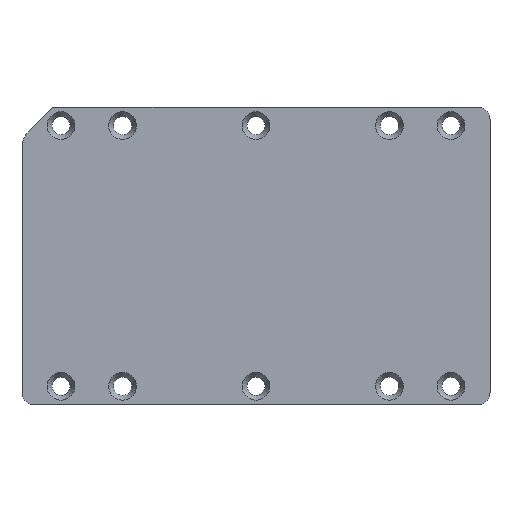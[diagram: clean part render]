
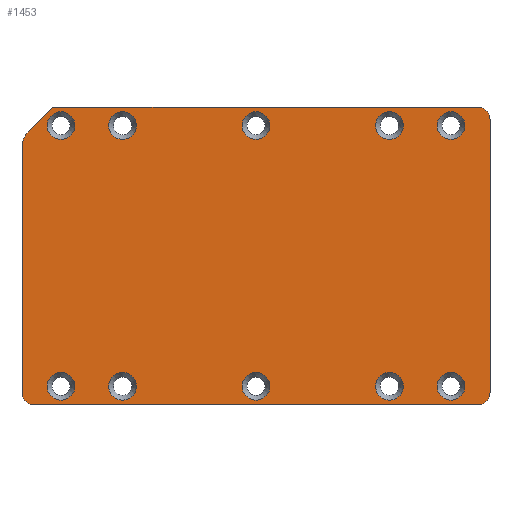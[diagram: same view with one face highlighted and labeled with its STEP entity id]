
A CAD part, top view. The second image highlights one B-rep face of the part: STEP entity #1453.
In plain terms, the highlighted planar face has unit normal (0, 0, 1).
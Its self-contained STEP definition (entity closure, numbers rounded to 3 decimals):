
#72=FACE_BOUND($,#354,.T.);
#73=FACE_BOUND($,#355,.T.);
#74=FACE_BOUND($,#356,.T.);
#75=FACE_BOUND($,#357,.T.);
#76=FACE_BOUND($,#358,.T.);
#77=FACE_BOUND($,#359,.T.);
#78=FACE_BOUND($,#360,.T.);
#79=FACE_BOUND($,#361,.T.);
#80=FACE_BOUND($,#362,.T.);
#81=FACE_BOUND($,#363,.T.);
#137=PLANE($,#1638);
#215=FACE_OUTER_BOUND($,#353,.T.);
#353=EDGE_LOOP($,(#1148,#1149,#1150,#1151,#1152,#1153,#1154,#1155,#1156));
#354=EDGE_LOOP($,(#1157));
#355=EDGE_LOOP($,(#1158));
#356=EDGE_LOOP($,(#1159));
#357=EDGE_LOOP($,(#1160));
#358=EDGE_LOOP($,(#1161));
#359=EDGE_LOOP($,(#1162));
#360=EDGE_LOOP($,(#1163));
#361=EDGE_LOOP($,(#1164));
#362=EDGE_LOOP($,(#1165));
#363=EDGE_LOOP($,(#1166));
#468=LINE($,#2414,#545);
#472=LINE($,#2426,#549);
#475=LINE($,#2432,#552);
#479=LINE($,#2444,#556);
#482=LINE($,#2453,#559);
#545=VECTOR($,#1947,33.782);
#549=VECTOR($,#1959,52.578);
#552=VECTOR($,#1964,4.336);
#556=VECTOR($,#1976,30.444);
#559=VECTOR($,#1987,54.864);
#610=CIRCLE($,#1552,1.714);
#614=CIRCLE($,#1559,1.714);
#618=CIRCLE($,#1566,1.714);
#622=CIRCLE($,#1573,1.715);
#626=CIRCLE($,#1580,1.714);
#630=CIRCLE($,#1587,1.714);
#634=CIRCLE($,#1594,1.714);
#638=CIRCLE($,#1601,1.715);
#642=CIRCLE($,#1608,1.714);
#646=CIRCLE($,#1615,1.714);
#651=CIRCLE($,#1623,1.524);
#653=CIRCLE($,#1627,1.524);
#655=CIRCLE($,#1632,2.54);
#657=CIRCLE($,#1636,1.524);
#715=VERTEX_POINT($,#2291);
#719=VERTEX_POINT($,#2302);
#723=VERTEX_POINT($,#2313);
#727=VERTEX_POINT($,#2324);
#731=VERTEX_POINT($,#2335);
#735=VERTEX_POINT($,#2346);
#739=VERTEX_POINT($,#2357);
#743=VERTEX_POINT($,#2368);
#747=VERTEX_POINT($,#2379);
#751=VERTEX_POINT($,#2390);
#757=VERTEX_POINT($,#2404);
#758=VERTEX_POINT($,#2406);
#760=VERTEX_POINT($,#2412);
#762=VERTEX_POINT($,#2418);
#764=VERTEX_POINT($,#2424);
#766=VERTEX_POINT($,#2430);
#768=VERTEX_POINT($,#2436);
#770=VERTEX_POINT($,#2442);
#772=VERTEX_POINT($,#2448);
#858=EDGE_CURVE($,#715,#715,#610,.T.);
#862=EDGE_CURVE($,#719,#719,#614,.T.);
#866=EDGE_CURVE($,#723,#723,#618,.T.);
#870=EDGE_CURVE($,#727,#727,#622,.T.);
#874=EDGE_CURVE($,#731,#731,#626,.T.);
#878=EDGE_CURVE($,#735,#735,#630,.T.);
#882=EDGE_CURVE($,#739,#739,#634,.T.);
#886=EDGE_CURVE($,#743,#743,#638,.T.);
#890=EDGE_CURVE($,#747,#747,#642,.T.);
#894=EDGE_CURVE($,#751,#751,#646,.T.);
#900=EDGE_CURVE($,#757,#758,#651,.T.);
#904=EDGE_CURVE($,#760,#757,#468,.T.);
#907=EDGE_CURVE($,#762,#760,#653,.T.);
#910=EDGE_CURVE($,#764,#762,#472,.T.);
#913=EDGE_CURVE($,#766,#764,#475,.T.);
#916=EDGE_CURVE($,#768,#766,#655,.T.);
#919=EDGE_CURVE($,#770,#768,#479,.T.);
#922=EDGE_CURVE($,#772,#770,#657,.T.);
#924=EDGE_CURVE($,#758,#772,#482,.T.);
#1148=ORIENTED_EDGE($,*,*,#924,.F.);
#1149=ORIENTED_EDGE($,*,*,#900,.F.);
#1150=ORIENTED_EDGE($,*,*,#904,.F.);
#1151=ORIENTED_EDGE($,*,*,#907,.F.);
#1152=ORIENTED_EDGE($,*,*,#910,.F.);
#1153=ORIENTED_EDGE($,*,*,#913,.F.);
#1154=ORIENTED_EDGE($,*,*,#916,.F.);
#1155=ORIENTED_EDGE($,*,*,#919,.F.);
#1156=ORIENTED_EDGE($,*,*,#922,.F.);
#1157=ORIENTED_EDGE($,*,*,#858,.T.);
#1158=ORIENTED_EDGE($,*,*,#862,.T.);
#1159=ORIENTED_EDGE($,*,*,#866,.T.);
#1160=ORIENTED_EDGE($,*,*,#870,.T.);
#1161=ORIENTED_EDGE($,*,*,#874,.T.);
#1162=ORIENTED_EDGE($,*,*,#878,.T.);
#1163=ORIENTED_EDGE($,*,*,#882,.T.);
#1164=ORIENTED_EDGE($,*,*,#886,.T.);
#1165=ORIENTED_EDGE($,*,*,#890,.T.);
#1166=ORIENTED_EDGE($,*,*,#894,.T.);
#1453=ADVANCED_FACE($,(#215,#72,#73,#74,#75,#76,#77,#78,#79,#80,#81),#137,
 .T.);
#1552=AXIS2_PLACEMENT_3D($,#2292,#1797,#1798);
#1559=AXIS2_PLACEMENT_3D($,#2303,#1811,#1812);
#1566=AXIS2_PLACEMENT_3D($,#2314,#1825,#1826);
#1573=AXIS2_PLACEMENT_3D($,#2325,#1839,#1840);
#1580=AXIS2_PLACEMENT_3D($,#2336,#1853,#1854);
#1587=AXIS2_PLACEMENT_3D($,#2347,#1867,#1868);
#1594=AXIS2_PLACEMENT_3D($,#2358,#1881,#1882);
#1601=AXIS2_PLACEMENT_3D($,#2369,#1895,#1896);
#1608=AXIS2_PLACEMENT_3D($,#2380,#1909,#1910);
#1615=AXIS2_PLACEMENT_3D($,#2391,#1923,#1924);
#1623=AXIS2_PLACEMENT_3D($,#2407,#1940,#1941);
#1627=AXIS2_PLACEMENT_3D($,#2420,#1953,#1954);
#1632=AXIS2_PLACEMENT_3D($,#2438,#1970,#1971);
#1636=AXIS2_PLACEMENT_3D($,#2450,#1982,#1983);
#1638=AXIS2_PLACEMENT_3D($,#2454,#1988,#1989);
#1797=DIRECTION('center_axis',(0.,0.,
-1.));
#1798=DIRECTION('ref_axis',(0.,1.,0.));
#1811=DIRECTION('center_axis',(0.,0.,
-1.));
#1812=DIRECTION('ref_axis',(0.,1.,0.));
#1825=DIRECTION('center_axis',(0.,0.,
-1.));
#1826=DIRECTION('ref_axis',(0.,1.,0.));
#1839=DIRECTION('center_axis',(0.,0.,
-1.));
#1840=DIRECTION('ref_axis',(0.,1.,0.));
#1853=DIRECTION('center_axis',(0.,0.,
-1.));
#1854=DIRECTION('ref_axis',(0.,1.,0.));
#1867=DIRECTION('center_axis',(0.,0.,
-1.));
#1868=DIRECTION('ref_axis',(0.,1.,0.));
#1881=DIRECTION('center_axis',(0.,0.,
-1.));
#1882=DIRECTION('ref_axis',(0.,1.,0.));
#1895=DIRECTION('center_axis',(0.,0.,
-1.));
#1896=DIRECTION('ref_axis',(0.,1.,0.));
#1909=DIRECTION('center_axis',(0.,0.,
-1.));
#1910=DIRECTION('ref_axis',(0.,1.,0.));
#1923=DIRECTION('center_axis',(0.,0.,
-1.));
#1924=DIRECTION('ref_axis',(0.,1.,0.));
#1940=DIRECTION('center_axis',(0.,0.,-1.));
#1941=DIRECTION('ref_axis',(0.707,-0.707,0.));
#1947=DIRECTION($,(0.,-1.,0.));
#1953=DIRECTION('center_axis',(0.,0.,-1.));
#1954=DIRECTION('ref_axis',(0.707,0.707,0.));
#1959=DIRECTION($,(1.,0.,0.));
#1964=DIRECTION($,(0.707,0.707,0.));
#1970=DIRECTION('center_axis',(0.,0.,-1.));
#1971=DIRECTION('ref_axis',(-0.924,0.383,0.));
#1976=DIRECTION($,(0.,1.,0.));
#1982=DIRECTION('center_axis',(0.,0.,-1.));
#1983=DIRECTION('ref_axis',(-0.707,-0.707,0.));
#1987=DIRECTION($,(-1.,0.,0.));
#1988=DIRECTION('center_axis',(0.,0.,
1.));
#1989=DIRECTION('ref_axis',(0.,1.,0.));
#2291=CARTESIAN_POINT('',(24.126,17.841,10.898));
#2292=CARTESIAN_POINT('Origin',(24.126,16.127,10.898));
#2302=CARTESIAN_POINT('',(-24.134,17.841,10.898));
#2303=CARTESIAN_POINT('Origin',(-24.134,16.127,10.898));
#2313=CARTESIAN_POINT('',(-24.134,-14.417,10.898));
#2314=CARTESIAN_POINT('Origin',(-24.134,-16.131,10.898));
#2324=CARTESIAN_POINT('',(-16.514,-14.417,10.898));
#2325=CARTESIAN_POINT('Origin',(-16.514,-16.131,10.898));
#2335=CARTESIAN_POINT('',(16.506,-14.417,10.898));
#2336=CARTESIAN_POINT('Origin',(16.506,-16.131,10.898));
#2346=CARTESIAN_POINT('',(24.126,-14.417,10.898));
#2347=CARTESIAN_POINT('Origin',(24.126,-16.131,10.898));
#2357=CARTESIAN_POINT('',(-0.004,-14.417,10.898));
#2358=CARTESIAN_POINT('Origin',(-0.004,-16.131,
10.898));
#2368=CARTESIAN_POINT('',(-16.514,17.841,10.898));
#2369=CARTESIAN_POINT('Origin',(-16.514,16.127,10.898));
#2379=CARTESIAN_POINT('',(-0.004,17.841,10.898));
#2380=CARTESIAN_POINT('Origin',(-0.004,16.127,10.898));
#2390=CARTESIAN_POINT('',(16.506,17.841,10.898));
#2391=CARTESIAN_POINT('Origin',(16.506,16.127,10.898));
#2404=CARTESIAN_POINT('',(28.952,-16.893,10.898));
#2406=CARTESIAN_POINT('',(27.428,-18.417,10.898));
#2407=CARTESIAN_POINT('Origin',(27.428,-16.893,10.898));
#2412=CARTESIAN_POINT('',(28.952,16.889,10.898));
#2414=CARTESIAN_POINT($,(28.952,16.889,10.898));
#2418=CARTESIAN_POINT('',(27.428,18.413,10.898));
#2420=CARTESIAN_POINT('Origin',(27.428,16.889,10.898));
#2424=CARTESIAN_POINT('',(-25.15,18.413,10.898));
#2426=CARTESIAN_POINT($,(-25.15,18.413,10.898));
#2430=CARTESIAN_POINT('',(-28.216,15.347,10.898));
#2432=CARTESIAN_POINT($,(-28.216,15.347,10.898));
#2436=CARTESIAN_POINT('',(-28.96,13.551,10.898));
#2438=CARTESIAN_POINT('Origin',(-26.42,13.551,10.898));
#2442=CARTESIAN_POINT('',(-28.96,-16.893,10.898));
#2444=CARTESIAN_POINT($,(-28.96,-16.893,10.898));
#2448=CARTESIAN_POINT('',(-27.436,-18.417,10.898));
#2450=CARTESIAN_POINT('Origin',(-27.436,-16.893,10.898));
#2453=CARTESIAN_POINT($,(27.428,-18.417,10.898));
#2454=CARTESIAN_POINT('Origin',(0.275,-0.183,10.898));
